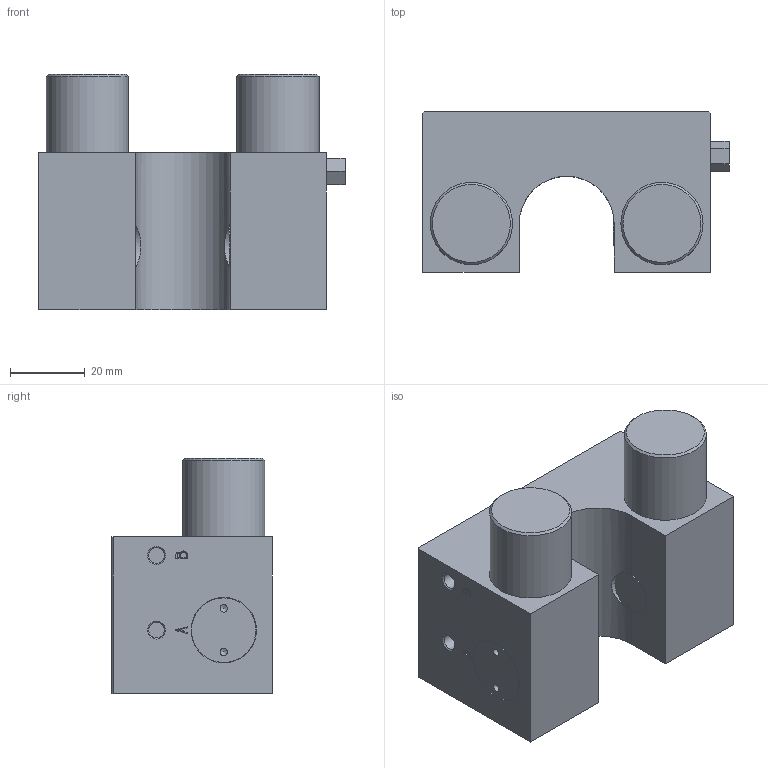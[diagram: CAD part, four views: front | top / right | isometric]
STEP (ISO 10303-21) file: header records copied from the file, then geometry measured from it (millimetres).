
FILE_DESCRIPTION( ( 'STEP AP214' ), '1' );
FILE_NAME( 'MKRS2500A.stp', '2021-08-25T11:20:59', ( 'License CC BY-ND 4.0' ), ( 'CADENAS' ), ' ', 'PARTsolutions', ' ' );
FILE_SCHEMA( ( 'AUTOMOTIVE_DESIGN { 1 0 10303 214 1 1 1 1 }' ) );
Length unit declared in the file: millimetre
Products named in the file (2): MKRS2500A; _Gehaeuse_MKRS 25 8  1
Assembly tree (1 placements, depth 2):
  MKRS2500A
    _Gehaeuse_MKRS 25 8  1
Bounding box: 82 x 43 x 63 mm (x, y, z)
Volume: 127687 mm3; surface area: 22650.5 mm2
Topology: 1 solids, 2 shells, 130 faces, 305 edges, 203 vertices
Faces by surface type: plane 85, cylinder 31, cone 14
Full cylindrical faces by diameter (mm): 2 x4, 4.134 x4, 8.376 x4, 17.3 x2, 17.5 x2, 22 x2
Entity records: 4560 total; most frequent: CARTESIAN_POINT 660, DIRECTION 584, ORIENTED_EDGE 512, EDGE_CURVE 256, AXIS2_PLACEMENT_3D 202, VERTEX_POINT 190, EDGE_LOOP 186, LINE 180
